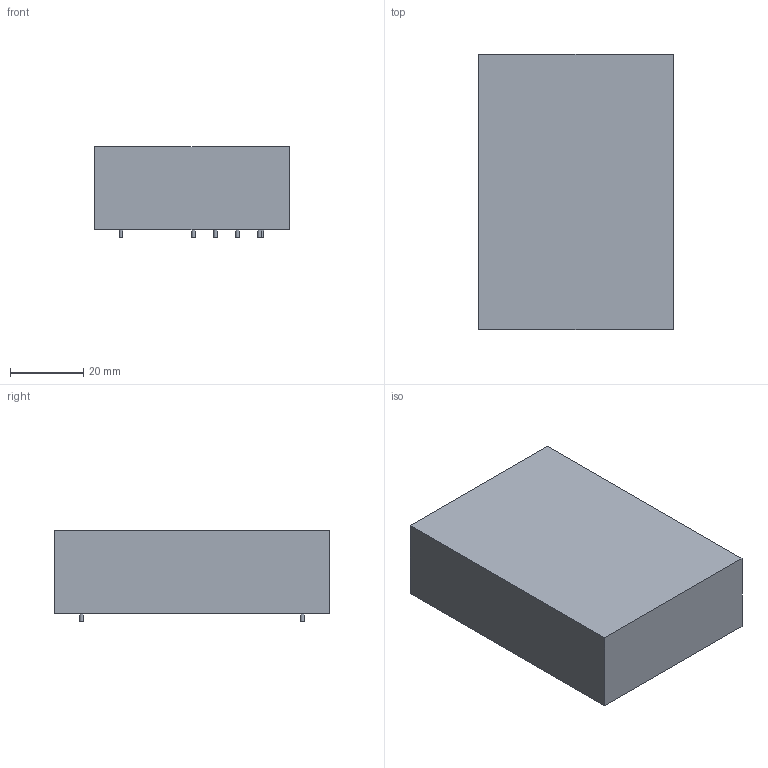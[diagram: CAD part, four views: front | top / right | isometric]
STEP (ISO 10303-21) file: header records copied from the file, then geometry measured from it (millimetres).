
FILE_DESCRIPTION( ( '' ), ' ' );
FILE_NAME( '5cf45ff9a9b4c8140c37b3cc.step', '2019-06-02T23:47:06', ( '' ), ( '' ), ' ', ' ', ' ' );
FILE_SCHEMA( ( 'AUTOMOTIVE_DESIGN { 1 0 10303 214 1 1 1 1 }' ) );
Length unit declared in the file: metre
Products named in the file (1): LDH-45
Bounding box: 53 x 75 x 24.7 mm (x, y, z)
Volume: 90243.5 mm3; surface area: 13805.2 mm2
Topology: 1 solids, 1 shells, 20 faces, 39 edges, 28 vertices
Faces by surface type: plane 13, cylinder 7
Full cylindrical faces by diameter (mm): 1 x7
Entity records: 612 total; most frequent: DIRECTION 82, CARTESIAN_POINT 69, ORIENTED_EDGE 52, AXIS2_PLACEMENT_3D 35, EDGE_LOOP 34, FACE_OUTER_BOUND 27, EDGE_CURVE 26, VERTEX_POINT 22
